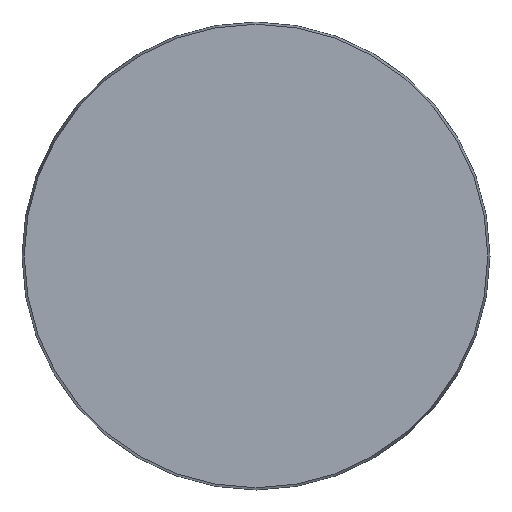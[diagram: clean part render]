
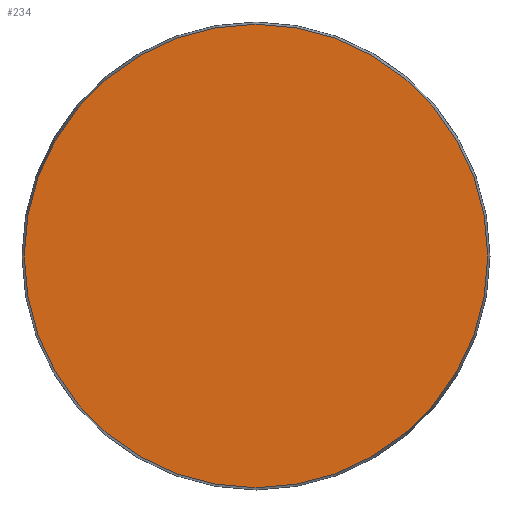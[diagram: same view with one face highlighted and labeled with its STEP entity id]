
A CAD part, front view. The second image highlights one B-rep face of the part: STEP entity #234.
In plain terms, the highlighted planar face has unit normal (0, -1, 0).
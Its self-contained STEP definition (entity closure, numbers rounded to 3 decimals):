
#35 = VERTEX_POINT ( 'NONE', #75 ) ;
#62 = CARTESIAN_POINT ( 'NONE',  ( 0., 0., 0. ) ) ;
#75 = CARTESIAN_POINT ( 'NONE',  ( 0., 0., -58.425 ) ) ;
#101 = EDGE_LOOP ( 'NONE', ( #215 ) ) ;
#135 = FACE_OUTER_BOUND ( 'NONE', #101, .T. ) ;
#178 = DIRECTION ( 'NONE',  ( 0., 0., 1. ) ) ;
#215 = ORIENTED_EDGE ( 'NONE', *, *, #505, .T. ) ;
#227 = DIRECTION ( 'NONE',  ( 0., -1., 0. ) ) ;
#232 = DIRECTION ( 'NONE',  ( 0., 0., -1. ) ) ;
#234 = ADVANCED_FACE ( 'NONE', ( #135 ), #343, .F. ) ;
#245 = AXIS2_PLACEMENT_3D ( 'NONE', #62, #227, #232 ) ;
#343 = PLANE ( 'NONE',  #489 ) ;
#477 = DIRECTION ( 'NONE',  ( 0., 1., 0. ) ) ;
#483 = CARTESIAN_POINT ( 'NONE',  ( -58.425, 0., 0. ) ) ;
#489 = AXIS2_PLACEMENT_3D ( 'NONE', #483, #477, #178 ) ;
#500 = CIRCLE ( 'NONE', #245, 58.425 ) ;
#505 = EDGE_CURVE ( 'NONE', #35, #35, #500, .T. ) ;
